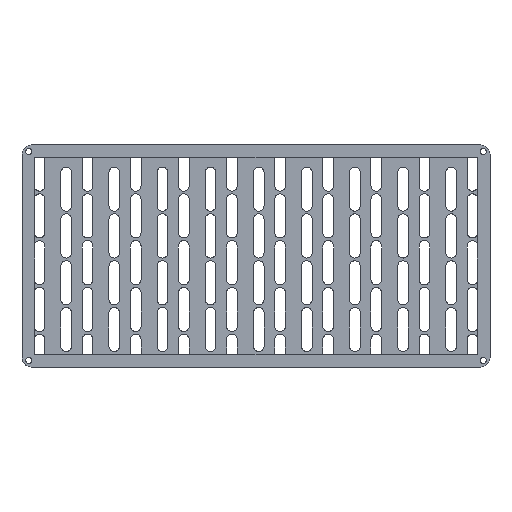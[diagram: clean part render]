
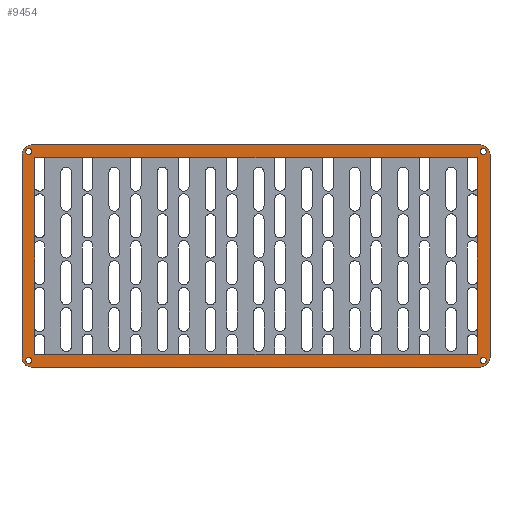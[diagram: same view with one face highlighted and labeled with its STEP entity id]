
A CAD part, top view. The second image highlights one B-rep face of the part: STEP entity #9454.
In plain terms, the highlighted planar face has unit normal (0, 0, 1).
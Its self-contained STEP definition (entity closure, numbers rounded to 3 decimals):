
#155=FACE_BOUND('',#1767,.T.);
#156=FACE_BOUND('',#1768,.T.);
#157=FACE_BOUND('',#1769,.T.);
#158=FACE_BOUND('',#1770,.T.);
#159=FACE_BOUND('',#1771,.T.);
#736=CIRCLE('',#10265,7.);
#745=CIRCLE('',#10284,7.);
#753=CIRCLE('',#10295,7.);
#754=CIRCLE('',#10298,7.);
#755=CIRCLE('',#10303,2.3);
#756=CIRCLE('',#10305,2.3);
#757=CIRCLE('',#10307,2.3);
#758=CIRCLE('',#10311,2.3);
#1192=FACE_OUTER_BOUND('',#1766,.T.);
#1766=EDGE_LOOP('',(#8759,#8760,#8761,#8762,#8763,#8764,#8765,#8766));
#1767=EDGE_LOOP('',(#8767));
#1768=EDGE_LOOP('',(#8768,#8769,#8770,#8771));
#1769=EDGE_LOOP('',(#8772));
#1770=EDGE_LOOP('',(#8773));
#1771=EDGE_LOOP('',(#8774));
#2649=LINE('',#15518,#3623);
#2688=LINE('',#15599,#3662);
#2696=LINE('',#15624,#3670);
#2734=LINE('',#15669,#3708);
#2737=LINE('',#15674,#3711);
#2741=LINE('',#15689,#3715);
#2743=LINE('',#15692,#3717);
#2745=LINE('',#15698,#3719);
#3623=VECTOR('',#12789,10.);
#3662=VECTOR('',#12868,10.);
#3670=VECTOR('',#12896,10.);
#3708=VECTOR('',#12942,10.);
#3711=VECTOR('',#12947,10.);
#3715=VECTOR('',#12965,10.);
#3717=VECTOR('',#12969,10.);
#3719=VECTOR('',#12977,10.);
#4578=VERTEX_POINT('',#15507);
#4579=VERTEX_POINT('',#15509);
#4581=VERTEX_POINT('',#15516);
#4598=VERTEX_POINT('',#15586);
#4599=VERTEX_POINT('',#15587);
#4603=VERTEX_POINT('',#15597);
#4610=VERTEX_POINT('',#15620);
#4611=VERTEX_POINT('',#15626);
#4612=VERTEX_POINT('',#15666);
#4613=VERTEX_POINT('',#15668);
#4614=VERTEX_POINT('',#15672);
#4615=VERTEX_POINT('',#15676);
#4616=VERTEX_POINT('',#15680);
#4617=VERTEX_POINT('',#15684);
#4618=VERTEX_POINT('',#15688);
#4619=VERTEX_POINT('',#15694);
#5881=EDGE_CURVE('',#4578,#4579,#736,.T.);
#5886=EDGE_CURVE('',#4578,#4581,#2649,.T.);
#5929=EDGE_CURVE('',#4598,#4599,#745,.T.);
#5935=EDGE_CURVE('',#4598,#4603,#2688,.T.);
#5948=EDGE_CURVE('',#4610,#4603,#753,.T.);
#5950=EDGE_CURVE('',#4610,#4579,#2696,.T.);
#5951=EDGE_CURVE('',#4611,#4581,#754,.T.);
#5989=EDGE_CURVE('',#4613,#4612,#2734,.T.);
#5992=EDGE_CURVE('',#4612,#4614,#2737,.T.);
#5993=EDGE_CURVE('',#4615,#4615,#755,.T.);
#5995=EDGE_CURVE('',#4616,#4616,#756,.T.);
#5997=EDGE_CURVE('',#4617,#4617,#757,.T.);
#5999=EDGE_CURVE('',#4618,#4613,#2741,.T.);
#6001=EDGE_CURVE('',#4614,#4618,#2743,.T.);
#6002=EDGE_CURVE('',#4619,#4619,#758,.T.);
#6004=EDGE_CURVE('',#4611,#4599,#2745,.T.);
#8759=ORIENTED_EDGE('',*,*,#5929,.F.);
#8760=ORIENTED_EDGE('',*,*,#5935,.T.);
#8761=ORIENTED_EDGE('',*,*,#5948,.F.);
#8762=ORIENTED_EDGE('',*,*,#5950,.T.);
#8763=ORIENTED_EDGE('',*,*,#5881,.F.);
#8764=ORIENTED_EDGE('',*,*,#5886,.T.);
#8765=ORIENTED_EDGE('',*,*,#5951,.F.);
#8766=ORIENTED_EDGE('',*,*,#6004,.T.);
#8767=ORIENTED_EDGE('',*,*,#6002,.T.);
#8768=ORIENTED_EDGE('',*,*,#6001,.T.);
#8769=ORIENTED_EDGE('',*,*,#5999,.T.);
#8770=ORIENTED_EDGE('',*,*,#5989,.T.);
#8771=ORIENTED_EDGE('',*,*,#5992,.T.);
#8772=ORIENTED_EDGE('',*,*,#5997,.T.);
#8773=ORIENTED_EDGE('',*,*,#5995,.T.);
#8774=ORIENTED_EDGE('',*,*,#5993,.T.);
#9020=PLANE('',#10313);
#9454=ADVANCED_FACE('',(#1192,#155,#156,#157,#158,#159),#9020,.T.);
#10265=AXIS2_PLACEMENT_3D('',#15510,#12781,#12782);
#10284=AXIS2_PLACEMENT_3D('',#15588,#12858,#12859);
#10295=AXIS2_PLACEMENT_3D('',#15621,#12891,#12892);
#10298=AXIS2_PLACEMENT_3D('',#15627,#12899,#12900);
#10303=AXIS2_PLACEMENT_3D('',#15677,#12950,#12951);
#10305=AXIS2_PLACEMENT_3D('',#15681,#12955,#12956);
#10307=AXIS2_PLACEMENT_3D('',#15685,#12960,#12961);
#10311=AXIS2_PLACEMENT_3D('',#15695,#12972,#12973);
#10313=AXIS2_PLACEMENT_3D('',#15699,#12978,#12979);
#12781=DIRECTION('center_axis',(0.,0.,-1.));
#12782=DIRECTION('ref_axis',(-0.707,-0.707,0.));
#12789=DIRECTION('',(1.,0.,0.));
#12858=DIRECTION('center_axis',(0.,0.,-1.));
#12859=DIRECTION('ref_axis',(0.707,0.707,0.));
#12868=DIRECTION('',(-1.,0.,0.));
#12891=DIRECTION('center_axis',(0.,0.,-1.));
#12892=DIRECTION('ref_axis',(-0.707,0.707,0.));
#12896=DIRECTION('',(0.,-1.,0.));
#12899=DIRECTION('center_axis',(0.,0.,-1.));
#12900=DIRECTION('ref_axis',(0.707,-0.707,0.));
#12942=DIRECTION('',(0.,1.,0.));
#12947=DIRECTION('',(1.,0.,0.));
#12950=DIRECTION('center_axis',(0.,0.,-1.));
#12951=DIRECTION('ref_axis',(1.,0.,0.));
#12955=DIRECTION('center_axis',(0.,0.,-1.));
#12956=DIRECTION('ref_axis',(1.,0.,0.));
#12960=DIRECTION('center_axis',(0.,0.,-1.));
#12961=DIRECTION('ref_axis',(1.,0.,0.));
#12965=DIRECTION('',(-1.,0.,0.));
#12969=DIRECTION('',(0.,-1.,0.));
#12972=DIRECTION('center_axis',(0.,0.,-1.));
#12973=DIRECTION('ref_axis',(1.,0.,0.));
#12977=DIRECTION('',(0.,1.,0.));
#12978=DIRECTION('center_axis',(0.,0.,1.));
#12979=DIRECTION('ref_axis',(1.,0.,0.));
#15507=CARTESIAN_POINT('',(-168.05,-83.1,10.));
#15509=CARTESIAN_POINT('',(-175.05,-76.1,10.));
#15510=CARTESIAN_POINT('Origin',(-168.05,-76.1,10.));
#15516=CARTESIAN_POINT('',(168.05,-83.1,10.));
#15518=CARTESIAN_POINT('',(175.05,-83.1,10.));
#15586=CARTESIAN_POINT('',(168.05,83.1,10.));
#15587=CARTESIAN_POINT('',(175.05,76.1,10.));
#15588=CARTESIAN_POINT('Origin',(168.05,76.1,10.));
#15597=CARTESIAN_POINT('',(-168.05,83.1,10.));
#15599=CARTESIAN_POINT('',(-175.05,83.1,10.));
#15620=CARTESIAN_POINT('',(-175.05,76.1,10.));
#15621=CARTESIAN_POINT('Origin',(-168.05,76.1,10.));
#15624=CARTESIAN_POINT('',(-175.05,-83.1,10.));
#15626=CARTESIAN_POINT('',(175.05,-76.1,10.));
#15627=CARTESIAN_POINT('Origin',(168.05,-76.1,10.));
#15666=CARTESIAN_POINT('',(-165.55,73.6,10.));
#15668=CARTESIAN_POINT('',(-165.55,-73.6,10.));
#15669=CARTESIAN_POINT('',(-165.55,73.6,10.));
#15672=CARTESIAN_POINT('',(165.55,73.6,10.));
#15674=CARTESIAN_POINT('',(165.55,73.6,10.));
#15676=CARTESIAN_POINT('',(-172.35,-78.1,10.));
#15677=CARTESIAN_POINT('Origin',(-170.05,-78.1,10.));
#15680=CARTESIAN_POINT('',(-172.35,78.1,10.));
#15681=CARTESIAN_POINT('Origin',(-170.05,78.1,10.));
#15684=CARTESIAN_POINT('',(167.75,78.1,10.));
#15685=CARTESIAN_POINT('Origin',(170.05,78.1,10.));
#15688=CARTESIAN_POINT('',(165.55,-73.6,10.));
#15689=CARTESIAN_POINT('',(-165.55,-73.6,10.));
#15692=CARTESIAN_POINT('',(165.55,-73.6,10.));
#15694=CARTESIAN_POINT('',(167.75,-78.1,10.));
#15695=CARTESIAN_POINT('Origin',(170.05,-78.1,10.));
#15698=CARTESIAN_POINT('',(175.05,83.1,10.));
#15699=CARTESIAN_POINT('Origin',(0.,0.,10.));
